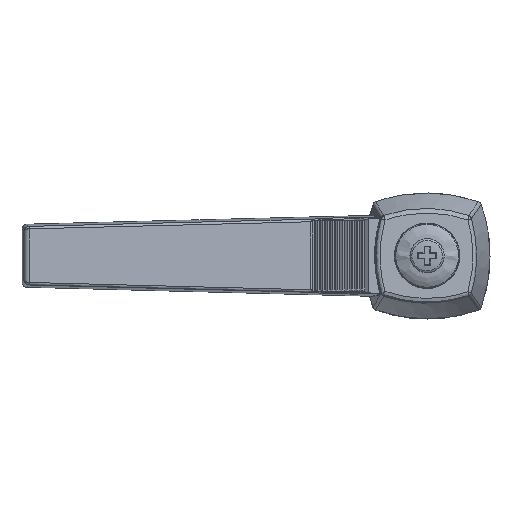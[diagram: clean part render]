
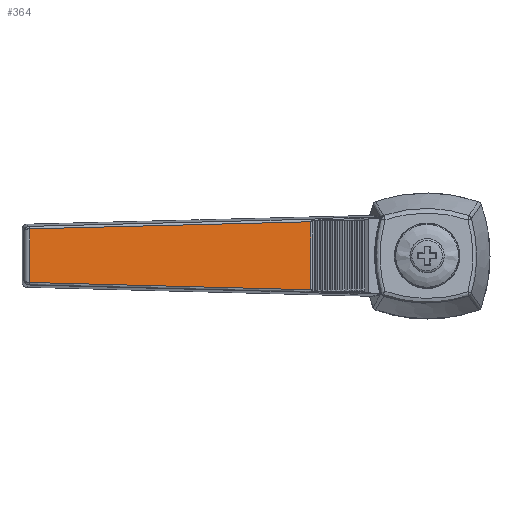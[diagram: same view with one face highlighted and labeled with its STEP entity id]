
A CAD part, top view. The second image highlights one B-rep face of the part: STEP entity #364.
In plain terms, the highlighted planar face has unit normal (0.174, 0, 0.985).
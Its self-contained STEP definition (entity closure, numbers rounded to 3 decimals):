
#364 = ADVANCED_FACE( '', ( #891 ), #892, .F. );
#891 = FACE_OUTER_BOUND( '', #3174, .T. );
#892 = PLANE( '', #3175 );
#3174 = EDGE_LOOP( '', ( #7355, #7356, #7357, #7358 ) );
#3175 = AXIS2_PLACEMENT_3D( '', #7359, #7360, #7361 );
#7355 = ORIENTED_EDGE( '', *, *, #8861, .T. );
#7356 = ORIENTED_EDGE( '', *, *, #8647, .T. );
#7357 = ORIENTED_EDGE( '', *, *, #8862, .T. );
#7358 = ORIENTED_EDGE( '', *, *, #8863, .T. );
#7359 = CARTESIAN_POINT( '', ( -33.905, 0., 38.274 ) );
#7360 = DIRECTION( '', ( -0.174, 0., -0.985 ) );
#7361 = DIRECTION( '', ( -0.985, 0., 0.174 ) );
#8647 = EDGE_CURVE( '', #9455, #9456, #9457, .F. );
#8861 = EDGE_CURVE( '', #9671, #9455, #9809, .T. );
#8862 = EDGE_CURVE( '', #9456, #9810, #9811, .T. );
#8863 = EDGE_CURVE( '', #9810, #9671, #9812, .F. );
#9455 = VERTEX_POINT( '', #11069 );
#9456 = VERTEX_POINT( '', #11070 );
#9457 = LINE( '', #11071, #11072 );
#9671 = VERTEX_POINT( '', #11587 );
#9809 = B_SPLINE_CURVE_WITH_KNOTS( '', 3, ( #12287, #12288, #12289, #12290, #12291, #12292, #12293, #12294 ), .UNSPECIFIED., .F., .F., ( 4, 2, 2, 4 ), ( 0., 0.028, 0.043, 0.057 ), .UNSPECIFIED. );
#9810 = VERTEX_POINT( '', #12295 );
#9811 = B_SPLINE_CURVE_WITH_KNOTS( '', 3, ( #12296, #12297, #12298, #12299, #12300, #12301, #12302, #12303 ), .UNSPECIFIED., .F., .F., ( 4, 2, 2, 4 ), ( 0.001, 0.015, 0.029, 0.058 ), .UNSPECIFIED. );
#9812 = LINE( '', #12304, #12305 );
#11069 = CARTESIAN_POINT( '', ( -78.94, 5.324, 46.215 ) );
#11070 = CARTESIAN_POINT( '', ( -78.94, -5.324, 46.215 ) );
#11071 = CARTESIAN_POINT( '', ( -78.94, 0., 46.215 ) );
#11072 = VECTOR( '', #14832, 1000. );
#11587 = CARTESIAN_POINT( '', ( -23.09, 6.754, 36.367 ) );
#12287 = CARTESIAN_POINT( '', ( -23.09, 6.754, 36.367 ) );
#12288 = CARTESIAN_POINT( '', ( -32.398, 6.514, 38.009 ) );
#12289 = CARTESIAN_POINT( '', ( -41.706, 6.275, 39.65 ) );
#12290 = CARTESIAN_POINT( '', ( -55.669, 5.918, 42.112 ) );
#12291 = CARTESIAN_POINT( '', ( -60.323, 5.798, 42.932 ) );
#12292 = CARTESIAN_POINT( '', ( -69.631, 5.561, 44.574 ) );
#12293 = CARTESIAN_POINT( '', ( -74.286, 5.442, 45.394 ) );
#12294 = CARTESIAN_POINT( '', ( -78.94, 5.324, 46.215 ) );
#12295 = CARTESIAN_POINT( '', ( -23.09, -6.754, 36.367 ) );
#12296 = CARTESIAN_POINT( '', ( -78.94, -5.324, 46.215 ) );
#12297 = CARTESIAN_POINT( '', ( -74.286, -5.442, 45.394 ) );
#12298 = CARTESIAN_POINT( '', ( -69.631, -5.561, 44.574 ) );
#12299 = CARTESIAN_POINT( '', ( -60.323, -5.798, 42.932 ) );
#12300 = CARTESIAN_POINT( '', ( -55.669, -5.918, 42.112 ) );
#12301 = CARTESIAN_POINT( '', ( -41.706, -6.275, 39.65 ) );
#12302 = CARTESIAN_POINT( '', ( -32.398, -6.514, 38.009 ) );
#12303 = CARTESIAN_POINT( '', ( -23.09, -6.754, 36.367 ) );
#12304 = CARTESIAN_POINT( '', ( -23.09, 6.986, 36.367 ) );
#12305 = VECTOR( '', #15086, 1000. );
#14832 = DIRECTION( '', ( 0., 1., 0. ) );
#15086 = DIRECTION( '', ( 0., -1., 0. ) );
